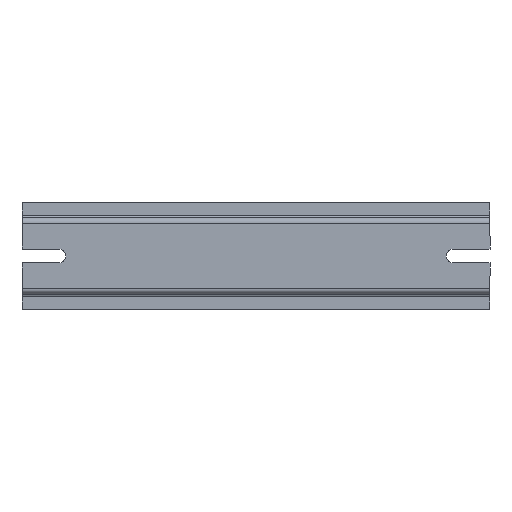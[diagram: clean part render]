
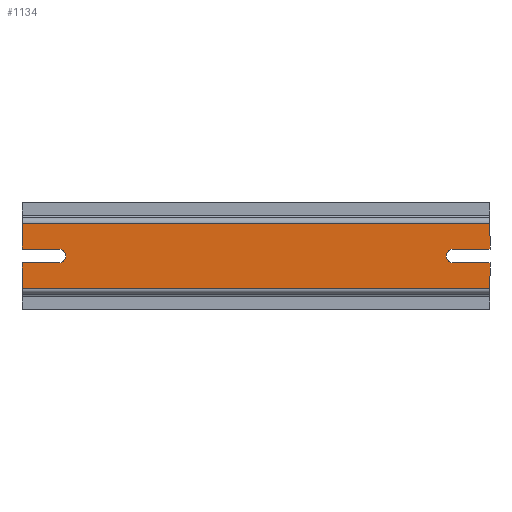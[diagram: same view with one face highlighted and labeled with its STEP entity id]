
A CAD part, top view. The second image highlights one B-rep face of the part: STEP entity #1134.
In plain terms, the highlighted planar face has unit normal (0, 0, 1).
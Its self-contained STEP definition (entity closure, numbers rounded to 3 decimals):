
#5 = LINE ( 'NONE', #305, #1264 ) ;
#7 = ORIENTED_EDGE ( 'NONE', *, *, #285, .F. ) ;
#8 = CIRCLE ( 'NONE', #1034, 2.25 ) ;
#14 = VECTOR ( 'NONE', #720, 1000. ) ;
#26 = CARTESIAN_POINT ( 'NONE',  ( 64.5, 17.5, 6.5 ) ) ;
#31 = DIRECTION ( 'NONE',  ( 0., 0., 1. ) ) ;
#84 = DIRECTION ( 'NONE',  ( 0., 0., 1. ) ) ;
#116 = CARTESIAN_POINT ( 'NONE',  ( -76.5, 28.2, 6.5 ) ) ;
#146 = VECTOR ( 'NONE', #546, 1000. ) ;
#174 = LINE ( 'NONE', #1171, #300 ) ;
#185 = CARTESIAN_POINT ( 'NONE',  ( -76.5, 6.8, 6.5 ) ) ;
#212 = ORIENTED_EDGE ( 'NONE', *, *, #608, .T. ) ;
#214 = CARTESIAN_POINT ( 'NONE',  ( -76.5, 15.25, 6.5 ) ) ;
#222 = DIRECTION ( 'NONE',  ( 1., 0., 0. ) ) ;
#232 = VERTEX_POINT ( 'NONE', #1176 ) ;
#246 = CARTESIAN_POINT ( 'NONE',  ( 76.5, 19.75, 6.5 ) ) ;
#259 = EDGE_CURVE ( 'NONE', #1242, #744, #5, .T. ) ;
#264 = LINE ( 'NONE', #554, #146 ) ;
#273 = EDGE_CURVE ( 'NONE', #232, #1153, #1096, .T. ) ;
#285 = EDGE_CURVE ( 'NONE', #942, #232, #1193, .T. ) ;
#291 = EDGE_LOOP ( 'NONE', ( #521, #652, #467, #7, #1160, #535, #921, #847, #1157, #563, #212, #760 ) ) ;
#299 = CARTESIAN_POINT ( 'NONE',  ( 76.5, 19.75, 6.5 ) ) ;
#300 = VECTOR ( 'NONE', #579, 1000. ) ;
#305 = CARTESIAN_POINT ( 'NONE',  ( -76.5, 5., 6.5 ) ) ;
#307 = VERTEX_POINT ( 'NONE', #1205 ) ;
#309 = CARTESIAN_POINT ( 'NONE',  ( 76.5, 28.2, 6.5 ) ) ;
#347 = EDGE_CURVE ( 'NONE', #1124, #843, #734, .T. ) ;
#380 = DIRECTION ( 'NONE',  ( 1., 0., 0. ) ) ;
#403 = EDGE_CURVE ( 'NONE', #1124, #307, #856, .T. ) ;
#436 = DIRECTION ( 'NONE',  ( 0., -1., 0. ) ) ;
#467 = ORIENTED_EDGE ( 'NONE', *, *, #273, .F. ) ;
#491 = CARTESIAN_POINT ( 'NONE',  ( -64.5, 17.5, 6.5 ) ) ;
#516 = CIRCLE ( 'NONE', #1241, 2.25 ) ;
#518 = CARTESIAN_POINT ( 'NONE',  ( -64.5, 19.75, 6.5 ) ) ;
#521 = ORIENTED_EDGE ( 'NONE', *, *, #1230, .F. ) ;
#535 = ORIENTED_EDGE ( 'NONE', *, *, #862, .T. ) ;
#536 = PLANE ( 'NONE',  #571 ) ;
#546 = DIRECTION ( 'NONE',  ( -1., 0., 0. ) ) ;
#554 = CARTESIAN_POINT ( 'NONE',  ( -76.5, 19.75, 6.5 ) ) ;
#563 = ORIENTED_EDGE ( 'NONE', *, *, #403, .T. ) ;
#564 = VECTOR ( 'NONE', #774, 1000. ) ;
#571 = AXIS2_PLACEMENT_3D ( 'NONE', #1228, #31, #436 ) ;
#579 = DIRECTION ( 'NONE',  ( 0., 1., 0. ) ) ;
#591 = EDGE_CURVE ( 'NONE', #648, #942, #767, .T. ) ;
#602 = CARTESIAN_POINT ( 'NONE',  ( 64.5, 19.75, 6.5 ) ) ;
#606 = DIRECTION ( 'NONE',  ( -1., 0., 0. ) ) ;
#608 = EDGE_CURVE ( 'NONE', #307, #744, #670, .T. ) ;
#615 = DIRECTION ( 'NONE',  ( 0., 1., 0. ) ) ;
#648 = VERTEX_POINT ( 'NONE', #1099 ) ;
#652 = ORIENTED_EDGE ( 'NONE', *, *, #866, .F. ) ;
#670 = LINE ( 'NONE', #309, #712 ) ;
#709 = FACE_OUTER_BOUND ( 'NONE', #291, .T. ) ;
#712 = VECTOR ( 'NONE', #606, 1000. ) ;
#720 = DIRECTION ( 'NONE',  ( 1., 0., 0. ) ) ;
#734 = LINE ( 'NONE', #246, #983 ) ;
#735 = VECTOR ( 'NONE', #1014, 1000. ) ;
#744 = VERTEX_POINT ( 'NONE', #116 ) ;
#760 = ORIENTED_EDGE ( 'NONE', *, *, #259, .F. ) ;
#767 = LINE ( 'NONE', #780, #564 ) ;
#774 = DIRECTION ( 'NONE',  ( -1., 0., 0. ) ) ;
#775 = VERTEX_POINT ( 'NONE', #840 ) ;
#780 = CARTESIAN_POINT ( 'NONE',  ( 76.5, 6.8, 6.5 ) ) ;
#840 = CARTESIAN_POINT ( 'NONE',  ( 64.5, 15.25, 6.5 ) ) ;
#843 = VERTEX_POINT ( 'NONE', #602 ) ;
#847 = ORIENTED_EDGE ( 'NONE', *, *, #992, .F. ) ;
#848 = DIRECTION ( 'NONE',  ( -1., 0., 0. ) ) ;
#856 = LINE ( 'NONE', #1239, #1146 ) ;
#862 = EDGE_CURVE ( 'NONE', #648, #958, #174, .T. ) ;
#866 = EDGE_CURVE ( 'NONE', #1153, #1040, #8, .T. ) ;
#874 = EDGE_CURVE ( 'NONE', #775, #958, #1285, .T. ) ;
#902 = DIRECTION ( 'NONE',  ( 1., 0., 0. ) ) ;
#921 = ORIENTED_EDGE ( 'NONE', *, *, #874, .F. ) ;
#942 = VERTEX_POINT ( 'NONE', #185 ) ;
#958 = VERTEX_POINT ( 'NONE', #1206 ) ;
#983 = VECTOR ( 'NONE', #848, 1000. ) ;
#992 = EDGE_CURVE ( 'NONE', #843, #775, #516, .T. ) ;
#1003 = CARTESIAN_POINT ( 'NONE',  ( -76.5, 5., 6.5 ) ) ;
#1014 = DIRECTION ( 'NONE',  ( 0., 1., 0. ) ) ;
#1034 = AXIS2_PLACEMENT_3D ( 'NONE', #491, #84, #902 ) ;
#1040 = VERTEX_POINT ( 'NONE', #518 ) ;
#1048 = DIRECTION ( 'NONE',  ( 0., 1., 0. ) ) ;
#1078 = VECTOR ( 'NONE', #380, 1000. ) ;
#1096 = LINE ( 'NONE', #214, #14 ) ;
#1097 = DIRECTION ( 'NONE',  ( 0., 0., 1. ) ) ;
#1099 = CARTESIAN_POINT ( 'NONE',  ( 76.5, 6.8, 6.5 ) ) ;
#1124 = VERTEX_POINT ( 'NONE', #299 ) ;
#1134 = ADVANCED_FACE ( 'NONE', ( #709 ), #536, .T. ) ;
#1137 = CARTESIAN_POINT ( 'NONE',  ( -64.5, 15.25, 6.5 ) ) ;
#1146 = VECTOR ( 'NONE', #1048, 1000. ) ;
#1153 = VERTEX_POINT ( 'NONE', #1137 ) ;
#1157 = ORIENTED_EDGE ( 'NONE', *, *, #347, .F. ) ;
#1160 = ORIENTED_EDGE ( 'NONE', *, *, #591, .F. ) ;
#1171 = CARTESIAN_POINT ( 'NONE',  ( 76.5, 5., 6.5 ) ) ;
#1176 = CARTESIAN_POINT ( 'NONE',  ( -76.5, 15.25, 6.5 ) ) ;
#1193 = LINE ( 'NONE', #1003, #735 ) ;
#1205 = CARTESIAN_POINT ( 'NONE',  ( 76.5, 28.2, 6.5 ) ) ;
#1206 = CARTESIAN_POINT ( 'NONE',  ( 76.5, 15.25, 6.5 ) ) ;
#1228 = CARTESIAN_POINT ( 'NONE',  ( 76.5, 5., 6.5 ) ) ;
#1230 = EDGE_CURVE ( 'NONE', #1040, #1242, #264, .T. ) ;
#1239 = CARTESIAN_POINT ( 'NONE',  ( 76.5, 5., 6.5 ) ) ;
#1241 = AXIS2_PLACEMENT_3D ( 'NONE', #26, #1097, #222 ) ;
#1242 = VERTEX_POINT ( 'NONE', #1252 ) ;
#1252 = CARTESIAN_POINT ( 'NONE',  ( -76.5, 19.75, 6.5 ) ) ;
#1262 = CARTESIAN_POINT ( 'NONE',  ( 76.5, 15.25, 6.5 ) ) ;
#1264 = VECTOR ( 'NONE', #615, 1000. ) ;
#1285 = LINE ( 'NONE', #1262, #1078 ) ;
